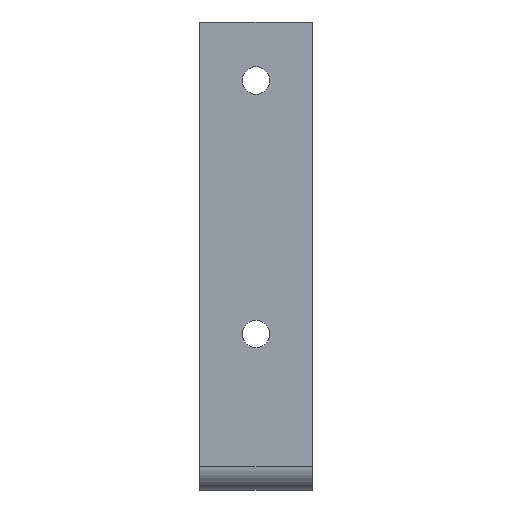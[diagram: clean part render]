
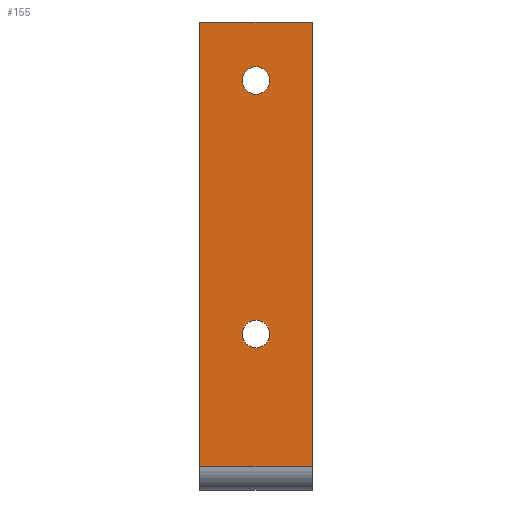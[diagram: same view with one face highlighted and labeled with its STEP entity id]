
A CAD part, left-side view. The second image highlights one B-rep face of the part: STEP entity #155.
In plain terms, the highlighted planar face has unit normal (-1, 0, 0).
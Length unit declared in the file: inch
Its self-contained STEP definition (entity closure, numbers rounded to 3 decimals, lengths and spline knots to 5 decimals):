
#13 = DIRECTION ( 'NONE',  ( -1., 0., 0. ) ) ;
#63 = CARTESIAN_POINT ( 'NONE',  ( -0.05, -0.3595, 2.95 ) ) ;
#95 = LINE ( 'NONE', #661, #340 ) ;
#110 = EDGE_CURVE ( 'NONE', #380, #217, #251, .T. ) ;
#112 = EDGE_LOOP ( 'NONE', ( #279, #296, #492, #199 ) ) ;
#136 = CARTESIAN_POINT ( 'NONE',  ( -0.05, 0.3595, 2.95 ) ) ;
#155 = ADVANCED_FACE ( 'NONE', ( #479, #220, #739 ), #813, .F. ) ;
#162 = CARTESIAN_POINT ( 'NONE',  ( -0.05, -0.3595, 2.95 ) ) ;
#186 = ORIENTED_EDGE ( 'NONE', *, *, #794, .F. ) ;
#199 = ORIENTED_EDGE ( 'NONE', *, *, #341, .F. ) ;
#217 = VERTEX_POINT ( 'NONE', #515 ) ;
#220 = FACE_BOUND ( 'NONE', #743, .T. ) ;
#234 = CARTESIAN_POINT ( 'NONE',  ( -0.05, 0., 0.95 ) ) ;
#250 = CIRCLE ( 'NONE', #379, 0.0885 ) ;
#251 = CIRCLE ( 'NONE', #618, 0.0885 ) ;
#272 = CARTESIAN_POINT ( 'NONE',  ( -0.05, 0.3595, 2.95 ) ) ;
#279 = ORIENTED_EDGE ( 'NONE', *, *, #657, .F. ) ;
#280 = CARTESIAN_POINT ( 'NONE',  ( -0.05, 0.3595, 0.1 ) ) ;
#281 = CARTESIAN_POINT ( 'NONE',  ( -0.05, 0.3595, 2.95 ) ) ;
#284 = DIRECTION ( 'NONE',  ( 0., 0., 1. ) ) ;
#296 = ORIENTED_EDGE ( 'NONE', *, *, #357, .T. ) ;
#309 = CIRCLE ( 'NONE', #740, 0.0885 ) ;
#313 = DIRECTION ( 'NONE',  ( -1., 0., 0. ) ) ;
#340 = VECTOR ( 'NONE', #726, 39.37008 ) ;
#341 = EDGE_CURVE ( 'NONE', #521, #457, #622, .T. ) ;
#344 = DIRECTION ( 'NONE',  ( 0., 0., -1. ) ) ;
#357 = EDGE_CURVE ( 'NONE', #410, #520, #95, .T. ) ;
#373 = VERTEX_POINT ( 'NONE', #604 ) ;
#375 = DIRECTION ( 'NONE',  ( 0., 0., -1. ) ) ;
#379 = AXIS2_PLACEMENT_3D ( 'NONE', #697, #769, #707 ) ;
#380 = VERTEX_POINT ( 'NONE', #727 ) ;
#395 = DIRECTION ( 'NONE',  ( 0., 0., -1. ) ) ;
#396 = ORIENTED_EDGE ( 'NONE', *, *, #462, .F. ) ;
#397 = EDGE_CURVE ( 'NONE', #373, #869, #510, .T. ) ;
#409 = CARTESIAN_POINT ( 'NONE',  ( -0.05, -0.3595, 0.1 ) ) ;
#410 = VERTEX_POINT ( 'NONE', #280 ) ;
#448 = VECTOR ( 'NONE', #652, 39.37008 ) ;
#455 = VECTOR ( 'NONE', #566, 39.37008 ) ;
#457 = VERTEX_POINT ( 'NONE', #63 ) ;
#462 = EDGE_CURVE ( 'NONE', #217, #380, #309, .T. ) ;
#479 = FACE_BOUND ( 'NONE', #776, .T. ) ;
#492 = ORIENTED_EDGE ( 'NONE', *, *, #844, .T. ) ;
#510 = CIRCLE ( 'NONE', #516, 0.0885 ) ;
#515 = CARTESIAN_POINT ( 'NONE',  ( -0.05, 0., 0.8615 ) ) ;
#516 = AXIS2_PLACEMENT_3D ( 'NONE', #636, #313, #375 ) ;
#517 = ORIENTED_EDGE ( 'NONE', *, *, #397, .F. ) ;
#520 = VERTEX_POINT ( 'NONE', #409 ) ;
#521 = VERTEX_POINT ( 'NONE', #281 ) ;
#551 = CARTESIAN_POINT ( 'NONE',  ( -0.05, 0.3595, 2.95 ) ) ;
#566 = DIRECTION ( 'NONE',  ( 0., 0., 1. ) ) ;
#579 = ORIENTED_EDGE ( 'NONE', *, *, #110, .F. ) ;
#604 = CARTESIAN_POINT ( 'NONE',  ( -0.05, 0., 2.6635 ) ) ;
#616 = DIRECTION ( 'NONE',  ( 0., 0., -1. ) ) ;
#618 = AXIS2_PLACEMENT_3D ( 'NONE', #735, #682, #395 ) ;
#622 = LINE ( 'NONE', #136, #448 ) ;
#633 = LINE ( 'NONE', #162, #455 ) ;
#636 = CARTESIAN_POINT ( 'NONE',  ( -0.05, 0., 2.575 ) ) ;
#652 = DIRECTION ( 'NONE',  ( 0., -1., 0. ) ) ;
#657 = EDGE_CURVE ( 'NONE', #410, #521, #841, .T. ) ;
#661 = CARTESIAN_POINT ( 'NONE',  ( -0.05, 0.3595, 0.1 ) ) ;
#682 = DIRECTION ( 'NONE',  ( -1., 0., 0. ) ) ;
#697 = CARTESIAN_POINT ( 'NONE',  ( -0.05, 0., 2.575 ) ) ;
#707 = DIRECTION ( 'NONE',  ( 0., 0., -1. ) ) ;
#726 = DIRECTION ( 'NONE',  ( 0., -1., 0. ) ) ;
#727 = CARTESIAN_POINT ( 'NONE',  ( -0.05, 0., 1.0385 ) ) ;
#735 = CARTESIAN_POINT ( 'NONE',  ( -0.05, 0., 0.95 ) ) ;
#739 = FACE_OUTER_BOUND ( 'NONE', #112, .T. ) ;
#740 = AXIS2_PLACEMENT_3D ( 'NONE', #234, #13, #616 ) ;
#743 = EDGE_LOOP ( 'NONE', ( #396, #579 ) ) ;
#769 = DIRECTION ( 'NONE',  ( -1., 0., 0. ) ) ;
#776 = EDGE_LOOP ( 'NONE', ( #186, #517 ) ) ;
#794 = EDGE_CURVE ( 'NONE', #869, #373, #250, .T. ) ;
#805 = AXIS2_PLACEMENT_3D ( 'NONE', #272, #815, #344 ) ;
#813 = PLANE ( 'NONE',  #805 ) ;
#815 = DIRECTION ( 'NONE',  ( 1., 0., 0. ) ) ;
#833 = VECTOR ( 'NONE', #284, 39.37008 ) ;
#839 = CARTESIAN_POINT ( 'NONE',  ( -0.05, 0., 2.4865 ) ) ;
#841 = LINE ( 'NONE', #551, #833 ) ;
#844 = EDGE_CURVE ( 'NONE', #520, #457, #633, .T. ) ;
#869 = VERTEX_POINT ( 'NONE', #839 ) ;
